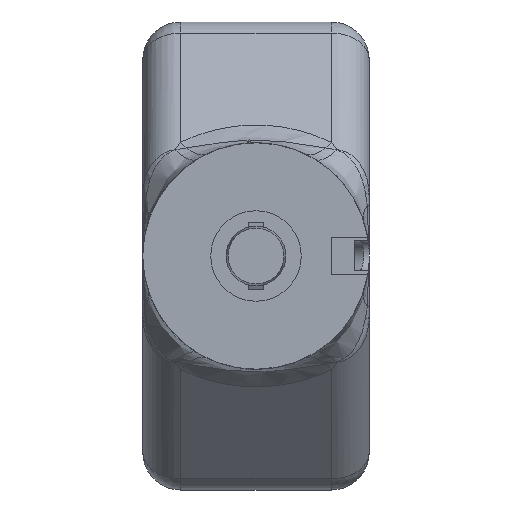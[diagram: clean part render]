
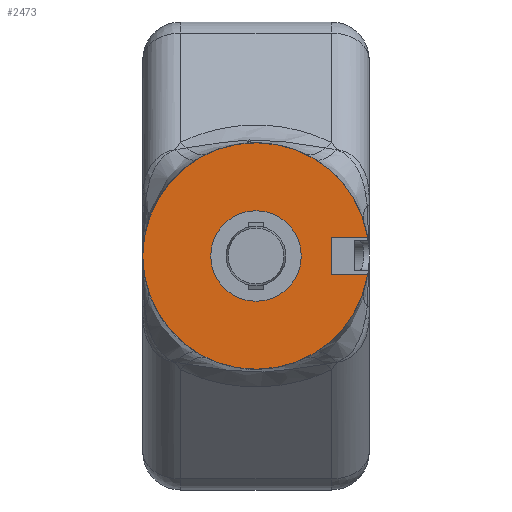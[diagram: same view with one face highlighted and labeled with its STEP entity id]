
A CAD part, left-side view. The second image highlights one B-rep face of the part: STEP entity #2473.
In plain terms, the highlighted planar face has unit normal (-1, 0, 0).
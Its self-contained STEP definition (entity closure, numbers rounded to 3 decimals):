
#151=PLANE('',#2669);
#216=FACE_BOUND('',#451,.T.);
#288=FACE_OUTER_BOUND('',#450,.T.);
#450=EDGE_LOOP('',(#1802,#1803,#1804,#1805));
#451=EDGE_LOOP('',(#1806));
#631=LINE('',#3891,#841);
#634=LINE('',#3896,#844);
#636=LINE('',#3900,#846);
#841=VECTOR('',#2955,10.);
#844=VECTOR('',#2960,10.);
#846=VECTOR('',#2964,10.);
#1035=CIRCLE('',#2670,15.);
#1036=CIRCLE('',#2671,6.);
#1148=VERTEX_POINT('',#3889);
#1149=VERTEX_POINT('',#3890);
#1150=VERTEX_POINT('',#3895);
#1151=VERTEX_POINT('',#3899);
#1152=VERTEX_POINT('',#3904);
#1386=EDGE_CURVE('',#1148,#1149,#631,.T.);
#1389=EDGE_CURVE('',#1150,#1148,#634,.T.);
#1391=EDGE_CURVE('',#1151,#1150,#636,.T.);
#1393=EDGE_CURVE('',#1151,#1149,#1035,.T.);
#1394=EDGE_CURVE('',#1152,#1152,#1036,.T.);
#1802=ORIENTED_EDGE('',*,*,#1391,.T.);
#1803=ORIENTED_EDGE('',*,*,#1389,.T.);
#1804=ORIENTED_EDGE('',*,*,#1386,.T.);
#1805=ORIENTED_EDGE('',*,*,#1393,.F.);
#1806=ORIENTED_EDGE('',*,*,#1394,.T.);
#2473=ADVANCED_FACE('',(#288,#216),#151,.T.);
#2669=AXIS2_PLACEMENT_3D('',#3902,#2966,#2967);
#2670=AXIS2_PLACEMENT_3D('',#3903,#2968,#2969);
#2671=AXIS2_PLACEMENT_3D('',#3905,#2970,#2971);
#2955=DIRECTION('',(0.,-1.,0.));
#2960=DIRECTION('',(0.,0.,1.));
#2964=DIRECTION('',(0.,1.,0.));
#2966=DIRECTION('center_axis',(-1.,0.,0.));
#2967=DIRECTION('ref_axis',(0.,0.,1.));
#2968=DIRECTION('center_axis',(1.,0.,0.));
#2969=DIRECTION('ref_axis',(0.,0.,-1.));
#2970=DIRECTION('center_axis',(1.,0.,0.));
#2971=DIRECTION('ref_axis',(0.,0.,-1.));
#3889=CARTESIAN_POINT('',(59.5,-10.,2.5));
#3890=CARTESIAN_POINT('',(59.5,-14.79,2.5));
#3891=CARTESIAN_POINT('',(59.5,2.5,2.5));
#3895=CARTESIAN_POINT('',(59.5,-10.,-2.5));
#3896=CARTESIAN_POINT('',(59.5,-10.,-1.25));
#3899=CARTESIAN_POINT('',(59.5,-14.79,-2.5));
#3900=CARTESIAN_POINT('',(59.5,0.105,-2.5));
#3902=CARTESIAN_POINT('Origin',(59.5,15.,0.));
#3903=CARTESIAN_POINT('Origin',(59.5,0.,0.));
#3904=CARTESIAN_POINT('',(59.5,-6.,0.));
#3905=CARTESIAN_POINT('Origin',(59.5,0.,0.));
